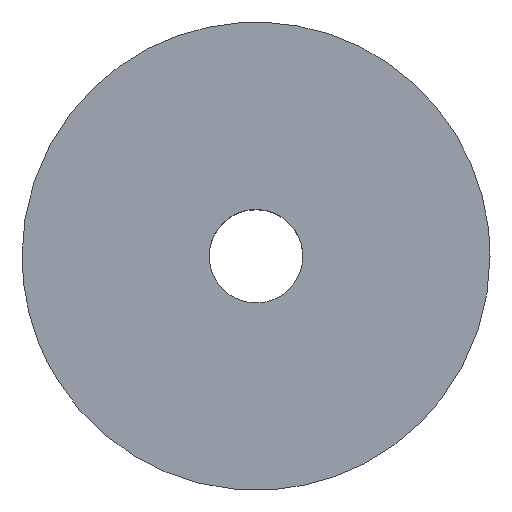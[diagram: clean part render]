
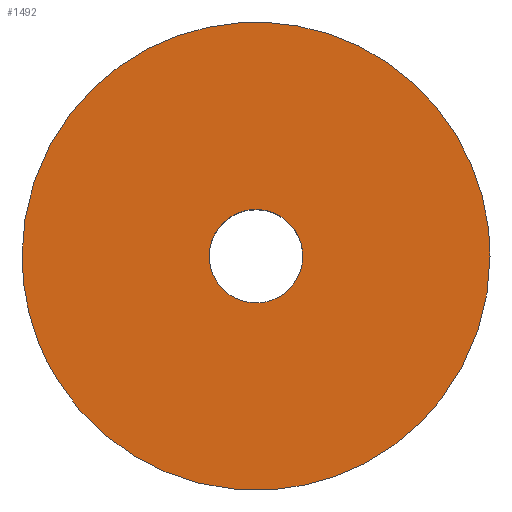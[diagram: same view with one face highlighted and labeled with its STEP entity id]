
A CAD part, top view. The second image highlights one B-rep face of the part: STEP entity #1492.
In plain terms, the highlighted free-form (B-spline) face has degree [1, 1] with [2, 2] control points.
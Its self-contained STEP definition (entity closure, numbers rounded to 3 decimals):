
#549=CARTESIAN_POINT('',(0.092,-1.497,10.0));
#550=VERTEX_POINT('',#549);
#556=CARTESIAN_POINT('',(1.5,0.0,10.0));
#557=VERTEX_POINT('',#556);
#558=CARTESIAN_POINT('',(1.5,0.0,10.0));
#559=CARTESIAN_POINT('',(1.5,-1.411,10.));
#560=CARTESIAN_POINT('',(0.092,-1.497,10.0));
#568=(BOUNDED_CURVE()B_SPLINE_CURVE(2,(#558,#559,#560),.UNSPECIFIED.,.F.,.U.)B_SPLINE_CURVE_WITH_KNOTS((3,3),(0.5,0.739),.UNSPECIFIED.)CURVE()GEOMETRIC_REPRESENTATION_ITEM()RATIONAL_B_SPLINE_CURVE((1.0,0.72,0.976))REPRESENTATION_ITEM(''));
#569=EDGE_CURVE('',#557,#550,#568,.T.);
#571=CARTESIAN_POINT('',(-0.177,1.49,10.0));
#572=VERTEX_POINT('',#571);
#573=CARTESIAN_POINT('',(-0.177,1.49,10.));
#574=CARTESIAN_POINT('',(-0.089,1.5,10.0));
#575=CARTESIAN_POINT('',(0.0,1.5,10.0));
#576=CARTESIAN_POINT('',(1.5,1.5,10.));
#577=CARTESIAN_POINT('',(1.5,0.0,10.0));
#585=(BOUNDED_CURVE()B_SPLINE_CURVE(2,(#573,#574,#575,#576,#577),.UNSPECIFIED.,.F.,.U.)B_SPLINE_CURVE_WITH_KNOTS((3,2,3),(0.23,0.25,0.5),.UNSPECIFIED.)CURVE()GEOMETRIC_REPRESENTATION_ITEM()RATIONAL_B_SPLINE_CURVE((0.956,0.976,1.0,0.707,1.0))REPRESENTATION_ITEM(''));
#586=EDGE_CURVE('',#572,#557,#585,.T.);
#630=CARTESIAN_POINT('',(-1.5,0.0,10.0));
#631=VERTEX_POINT('',#630);
#632=CARTESIAN_POINT('',(-1.5,0.0,10.0));
#633=CARTESIAN_POINT('',(-1.5,1.332,10.0));
#634=CARTESIAN_POINT('',(-0.177,1.49,10.));
#642=(BOUNDED_CURVE()B_SPLINE_CURVE(2,(#632,#633,#634),.UNSPECIFIED.,.F.,.U.)B_SPLINE_CURVE_WITH_KNOTS((3,3),(0.0,0.23),.UNSPECIFIED.)CURVE()GEOMETRIC_REPRESENTATION_ITEM()RATIONAL_B_SPLINE_CURVE((1.0,0.731,0.956))REPRESENTATION_ITEM(''));
#643=EDGE_CURVE('',#631,#572,#642,.T.);
#645=CARTESIAN_POINT('',(0.092,-1.497,10.0));
#646=CARTESIAN_POINT('',(0.046,-1.5,10.0));
#647=CARTESIAN_POINT('',(0.0,-1.5,10.0));
#648=CARTESIAN_POINT('',(-1.5,-1.5,10.));
#649=CARTESIAN_POINT('',(-1.5,0.0,10.0));
#657=(BOUNDED_CURVE()B_SPLINE_CURVE(2,(#645,#646,#647,#648,#649),.UNSPECIFIED.,.F.,.U.)B_SPLINE_CURVE_WITH_KNOTS((3,2,3),(0.739,0.75,1.0),.UNSPECIFIED.)CURVE()GEOMETRIC_REPRESENTATION_ITEM()RATIONAL_B_SPLINE_CURVE((0.976,0.988,1.0,0.707,1.0))REPRESENTATION_ITEM(''));
#658=EDGE_CURVE('',#550,#631,#657,.T.);
#1088=CARTESIAN_POINT('',(0.588,-7.477,10.));
#1089=VERTEX_POINT('',#1088);
#1095=CARTESIAN_POINT('',(-6.974,-2.759,10.));
#1096=VERTEX_POINT('',#1095);
#1097=CARTESIAN_POINT('',(0.588,-7.477,10.));
#1098=CARTESIAN_POINT('',(0.295,-7.5,10.));
#1099=CARTESIAN_POINT('',(0.,-7.5,10.));
#1100=CARTESIAN_POINT('',(-5.098,-7.5,10.));
#1101=CARTESIAN_POINT('',(-6.974,-2.759,10.));
#1109=(BOUNDED_CURVE()B_SPLINE_CURVE(2,(#1097,#1098,#1099,#1100,#1101),.UNSPECIFIED.,.F.,.U.)B_SPLINE_CURVE_WITH_KNOTS((3,2,3),(0.736,0.75,0.938),.UNSPECIFIED.)CURVE()GEOMETRIC_REPRESENTATION_ITEM()RATIONAL_B_SPLINE_CURVE((0.97,0.984,1.0,0.78,0.89))REPRESENTATION_ITEM(''));
#1110=EDGE_CURVE('',#1089,#1096,#1109,.T.);
#1162=CARTESIAN_POINT('',(-7.5,0.0,10.0));
#1163=VERTEX_POINT('',#1162);
#1164=CARTESIAN_POINT('',(-6.974,-2.759,10.));
#1165=CARTESIAN_POINT('',(-7.5,-1.43,10.));
#1166=CARTESIAN_POINT('',(-7.5,0.0,10.0));
#1174=(BOUNDED_CURVE()B_SPLINE_CURVE(2,(#1164,#1165,#1166),.UNSPECIFIED.,.F.,.U.)B_SPLINE_CURVE_WITH_KNOTS((3,3),(0.938,1.0),.UNSPECIFIED.)CURVE()GEOMETRIC_REPRESENTATION_ITEM()RATIONAL_B_SPLINE_CURVE((0.89,0.927,1.0))REPRESENTATION_ITEM(''));
#1175=EDGE_CURVE('',#1096,#1163,#1174,.T.);
#1177=CARTESIAN_POINT('',(7.5,0.0,10.0));
#1178=VERTEX_POINT('',#1177);
#1179=CARTESIAN_POINT('',(-7.5,0.0,10.0));
#1180=CARTESIAN_POINT('',(-7.5,7.5,10.0));
#1181=CARTESIAN_POINT('',(0.0,7.5,10.0));
#1182=CARTESIAN_POINT('',(7.5,7.5,10.0));
#1183=CARTESIAN_POINT('',(7.5,0.0,10.0));
#1191=(BOUNDED_CURVE()B_SPLINE_CURVE(2,(#1179,#1180,#1181,#1182,#1183),.UNSPECIFIED.,.F.,.U.)B_SPLINE_CURVE_WITH_KNOTS((3,2,3),(0.0,0.25,0.5),.UNSPECIFIED.)CURVE()GEOMETRIC_REPRESENTATION_ITEM()RATIONAL_B_SPLINE_CURVE((1.0,0.707,1.0,0.707,1.0))REPRESENTATION_ITEM(''));
#1192=EDGE_CURVE('',#1163,#1178,#1191,.T.);
#1194=CARTESIAN_POINT('',(7.5,0.0,10.0));
#1195=CARTESIAN_POINT('',(7.5,-6.933,10.));
#1196=CARTESIAN_POINT('',(0.588,-7.477,10.));
#1204=(BOUNDED_CURVE()B_SPLINE_CURVE(2,(#1194,#1195,#1196),.UNSPECIFIED.,.F.,.U.)B_SPLINE_CURVE_WITH_KNOTS((3,3),(0.5,0.736),.UNSPECIFIED.)CURVE()GEOMETRIC_REPRESENTATION_ITEM()RATIONAL_B_SPLINE_CURVE((1.0,0.723,0.97))REPRESENTATION_ITEM(''));
#1205=EDGE_CURVE('',#1178,#1089,#1204,.T.);
#1475=CARTESIAN_POINT('',(8.249,-8.249,10.0));
#1476=CARTESIAN_POINT('',(-8.249,-8.249,10.0));
#1477=CARTESIAN_POINT('',(8.249,8.249,10.0));
#1478=CARTESIAN_POINT('',(-8.249,8.249,10.0));
#1479=B_SPLINE_SURFACE_WITH_KNOTS('',1,1,((#1475,#1477),(#1476,#1478)),.UNSPECIFIED.,.F.,.F.,.U.,(2,2),(2,2),(0.0,16.499),(0.0,16.498),.UNSPECIFIED.);
#1480=ORIENTED_EDGE('',*,*,#1175,.F.);
#1481=ORIENTED_EDGE('',*,*,#1110,.F.);
#1482=ORIENTED_EDGE('',*,*,#1205,.F.);
#1483=ORIENTED_EDGE('',*,*,#1192,.F.);
#1484=EDGE_LOOP('',(#1480,#1481,#1482,#1483));
#1485=FACE_OUTER_BOUND('',#1484,.T.);
#1486=ORIENTED_EDGE('',*,*,#569,.T.);
#1487=ORIENTED_EDGE('',*,*,#658,.T.);
#1488=ORIENTED_EDGE('',*,*,#643,.T.);
#1489=ORIENTED_EDGE('',*,*,#586,.T.);
#1490=EDGE_LOOP('',(#1486,#1487,#1488,#1489));
#1491=FACE_BOUND('',#1490,.T.);
#1492=ADVANCED_FACE('',(#1485,#1491),#1479,.F.);
